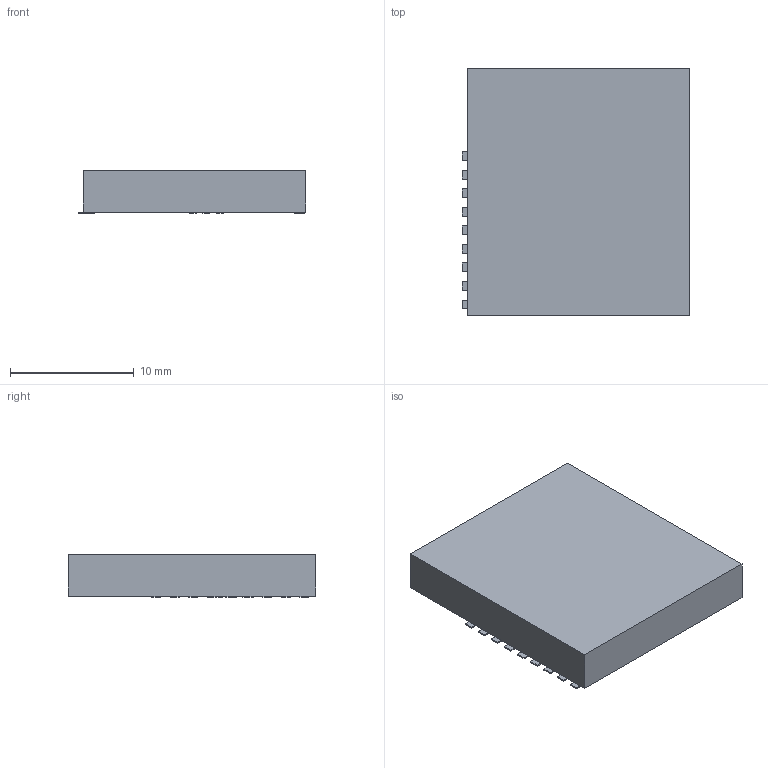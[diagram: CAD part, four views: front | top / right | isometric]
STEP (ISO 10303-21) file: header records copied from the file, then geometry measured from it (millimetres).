
FILE_DESCRIPTION(('FreeCAD Model'),'2;1');
FILE_NAME('13640478.1.6.stp','2021-07-02T16:12:07',( 'Author'),(''),'Open CASCADE STEP processor 6.9','FreeCAD','Unknown' );
FILE_SCHEMA(('AUTOMOTIVE_DESIGN { 1 0 10303 214 1 1 1 1 }'));
Length unit declared in the file: millimetre
Products named in the file (3): ASSEMBLY; Body; Pins
Assembly tree (2 placements, depth 2):
  ASSEMBLY
    Body
    Pins
Bounding box: 18.41 x 20 x 3.45 mm (x, y, z)
Volume: 1207.7 mm3; surface area: 1016.4 mm2
Topology: 28 solids, 28 shells, 168 faces, 336 edges, 224 vertices
Faces by surface type: plane 168
Entity records: 8876 total; most frequent: CARTESIAN_POINT 1403, DIRECTION 1350, LINE 1008, VECTOR 1008, ORIENTED_EDGE 672, PCURVE 672, DEFINITIONAL_REPRESENTATION 672, EDGE_CURVE 336
